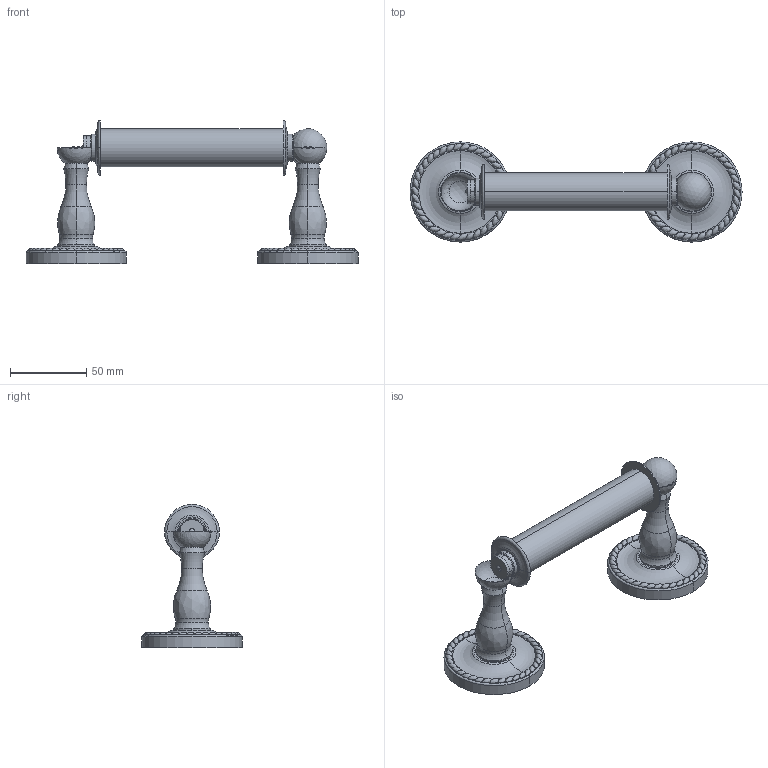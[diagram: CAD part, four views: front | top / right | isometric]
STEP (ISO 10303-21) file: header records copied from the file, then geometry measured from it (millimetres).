
FILE_DESCRIPTION((''),'2;1');
FILE_NAME('1508N_ASM','2011-01-11T',('project'),(''),'PRO/ENGINEER BY PARAMETRIC TECHNOLOGY CORPORATION, 2009300','PRO/ENGINEER BY PARAMETRIC TECHNOLOGY CORPORATION, 2009300','');
FILE_SCHEMA(('CONFIG_CONTROL_DESIGN'));
Length unit declared in the file: inch
Products named in the file (3): 1108N; 1500C; 1508N_ASM
Assembly tree (3 placements, depth 2):
  1508N_ASM
    1108N
    1500C  x2
Bounding box: 217.73 x 65.79 x 93.98 mm (x, y, z)
Volume: 86504.5 mm3; surface area: 47412.4 mm2
Topology: 3 solids, 5 shells, 440 faces, 1395 edges, 815 vertices
Faces by surface type: bspline 156, sphere 80, cone 72, torus 52, cylinder 50, plane 30
Entity records: 12530 total; most frequent: CARTESIAN_POINT 4992, DIRECTION 1688, ORIENTED_EDGE 1590, EDGE_CURVE 797, AXIS2_PLACEMENT_3D 790, CIRCLE 563, VERTEX_POINT 517, EDGE_LOOP 318
